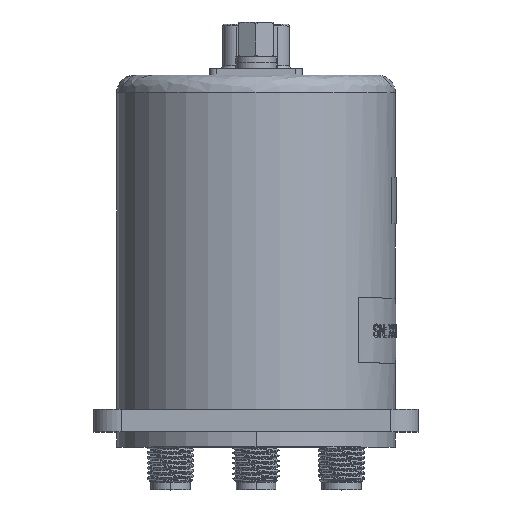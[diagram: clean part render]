
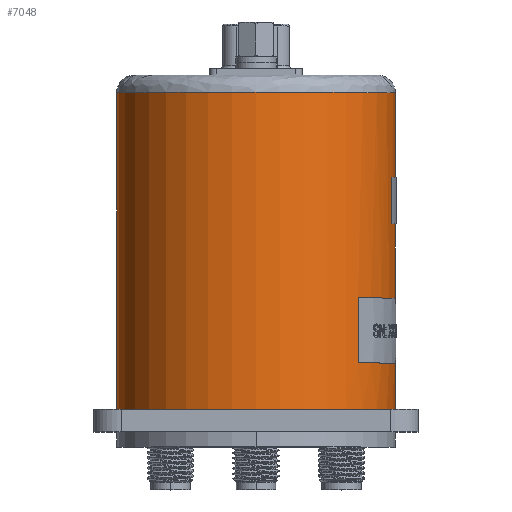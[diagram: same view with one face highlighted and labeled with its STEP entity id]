
A CAD part, top view. The second image highlights one B-rep face of the part: STEP entity #7048.
In plain terms, the highlighted cylindrical face has radius 19.05 mm (diameter 38.1 mm), a partial arc.
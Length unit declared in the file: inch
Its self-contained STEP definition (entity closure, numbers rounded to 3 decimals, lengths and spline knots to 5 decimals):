
#451 = VERTEX_POINT ( 'NONE', #25004 ) ;
#468 = ORIENTED_EDGE ( 'NONE', *, *, #31296, .F. ) ;
#590 = CARTESIAN_POINT ( 'NONE',  ( -0.51046, 0.73, 0.54948 ) ) ;
#1288 = CIRCLE ( 'NONE', #11451, 0.75 ) ;
#1546 = EDGE_CURVE ( 'NONE', #1694, #9952, #15037, .T. ) ;
#1694 = VERTEX_POINT ( 'NONE', #6189 ) ;
#1937 = CARTESIAN_POINT ( 'NONE',  ( 0., 2.28, 0.75 ) ) ;
#2547 = DIRECTION ( 'NONE',  ( 0., -1., 0. ) ) ;
#2564 = ORIENTED_EDGE ( 'NONE', *, *, #32571, .F. ) ;
#3189 = AXIS2_PLACEMENT_3D ( 'NONE', #27425, #30089, #13983 ) ;
#3244 = DIRECTION ( 'NONE',  ( 0., 0., -1. ) ) ;
#4542 = VERTEX_POINT ( 'NONE', #8921 ) ;
#5745 = VERTEX_POINT ( 'NONE', #27661 ) ;
#5822 = EDGE_LOOP ( 'NONE', ( #468, #18674, #12059, #19263, #8781, #20260, #2564, #28018 ) ) ;
#6189 = CARTESIAN_POINT ( 'NONE',  ( 0., 0.48, -0.75 ) ) ;
#7048 = ADVANCED_FACE ( 'NONE', ( #34916 ), #21655, .T. ) ;
#7195 = VERTEX_POINT ( 'NONE', #590 ) ;
#7226 = CARTESIAN_POINT ( 'NONE',  ( -0.51046, 1.08, 0.54948 ) ) ;
#7604 = AXIS2_PLACEMENT_3D ( 'NONE', #17189, #20013, #23182 ) ;
#8485 = EDGE_CURVE ( 'NONE', #26215, #4542, #11848, .T. ) ;
#8781 = ORIENTED_EDGE ( 'NONE', *, *, #22329, .F. ) ;
#8791 = VERTEX_POINT ( 'NONE', #19769 ) ;
#8921 = CARTESIAN_POINT ( 'NONE',  ( 0., 1.08, 0.75 ) ) ;
#9952 = VERTEX_POINT ( 'NONE', #20604 ) ;
#10362 = DIRECTION ( 'NONE',  ( 0., 0., -1. ) ) ;
#10529 = DIRECTION ( 'NONE',  ( 0., -1., 0. ) ) ;
#11451 = AXIS2_PLACEMENT_3D ( 'NONE', #32073, #2547, #13322 ) ;
#11505 = VECTOR ( 'NONE', #28510, 39.37008 ) ;
#11848 = CIRCLE ( 'NONE', #31641, 0.75 ) ;
#12059 = ORIENTED_EDGE ( 'NONE', *, *, #23259, .T. ) ;
#13322 = DIRECTION ( 'NONE',  ( 0., 0., -1. ) ) ;
#13983 = DIRECTION ( 'NONE',  ( 0., 0., -1. ) ) ;
#15037 = CIRCLE ( 'NONE', #3189, 0.75 ) ;
#16503 = DIRECTION ( 'NONE',  ( 0., 1., 0. ) ) ;
#17189 = CARTESIAN_POINT ( 'NONE',  ( 0., 0.73, 0. ) ) ;
#17426 = CARTESIAN_POINT ( 'NONE',  ( -0.51046, 1.08, 0.54948 ) ) ;
#18001 = DIRECTION ( 'NONE',  ( 0., -1., 0. ) ) ;
#18119 = LINE ( 'NONE', #17426, #28504 ) ;
#18674 = ORIENTED_EDGE ( 'NONE', *, *, #22013, .T. ) ;
#19182 = VECTOR ( 'NONE', #18001, 39.37008 ) ;
#19263 = ORIENTED_EDGE ( 'NONE', *, *, #1546, .T. ) ;
#19769 = CARTESIAN_POINT ( 'NONE',  ( 0., 0.73, 0.75 ) ) ;
#20013 = DIRECTION ( 'NONE',  ( 0., 1., 0. ) ) ;
#20260 = ORIENTED_EDGE ( 'NONE', *, *, #30731, .F. ) ;
#20489 = LINE ( 'NONE', #31628, #19182 ) ;
#20604 = CARTESIAN_POINT ( 'NONE',  ( 0., 0.48, 0.75 ) ) ;
#21655 = CYLINDRICAL_SURFACE ( 'NONE', #28768, 0.75 ) ;
#22013 = EDGE_CURVE ( 'NONE', #451, #5745, #1288, .T. ) ;
#22217 = VECTOR ( 'NONE', #29314, 39.37008 ) ;
#22329 = EDGE_CURVE ( 'NONE', #8791, #9952, #20489, .T. ) ;
#22850 = LINE ( 'NONE', #30823, #11505 ) ;
#23182 = DIRECTION ( 'NONE',  ( 0., 0., -1. ) ) ;
#23259 = EDGE_CURVE ( 'NONE', #5745, #1694, #22850, .T. ) ;
#25004 = CARTESIAN_POINT ( 'NONE',  ( 0., 2.186, 0.75 ) ) ;
#25677 = CIRCLE ( 'NONE', #7604, 0.75 ) ;
#26215 = VERTEX_POINT ( 'NONE', #7226 ) ;
#27292 = CARTESIAN_POINT ( 'NONE',  ( 0., 1.08, 0. ) ) ;
#27425 = CARTESIAN_POINT ( 'NONE',  ( 0., 0.48, 0. ) ) ;
#27661 = CARTESIAN_POINT ( 'NONE',  ( 0., 2.186, -0.75 ) ) ;
#28018 = ORIENTED_EDGE ( 'NONE', *, *, #8485, .T. ) ;
#28504 = VECTOR ( 'NONE', #31237, 39.37008 ) ;
#28510 = DIRECTION ( 'NONE',  ( 0., -1., 0. ) ) ;
#28768 = AXIS2_PLACEMENT_3D ( 'NONE', #34576, #10529, #10362 ) ;
#29314 = DIRECTION ( 'NONE',  ( 0., -1., 0. ) ) ;
#30089 = DIRECTION ( 'NONE',  ( 0., 1., 0. ) ) ;
#30731 = EDGE_CURVE ( 'NONE', #7195, #8791, #25677, .T. ) ;
#30823 = CARTESIAN_POINT ( 'NONE',  ( 0., 2.28, -0.75 ) ) ;
#31237 = DIRECTION ( 'NONE',  ( 0., -1., 0. ) ) ;
#31296 = EDGE_CURVE ( 'NONE', #451, #4542, #31989, .T. ) ;
#31628 = CARTESIAN_POINT ( 'NONE',  ( 0., 2.28, 0.75 ) ) ;
#31641 = AXIS2_PLACEMENT_3D ( 'NONE', #27292, #16503, #3244 ) ;
#31989 = LINE ( 'NONE', #1937, #22217 ) ;
#32073 = CARTESIAN_POINT ( 'NONE',  ( 0., 2.186, 0. ) ) ;
#32571 = EDGE_CURVE ( 'NONE', #26215, #7195, #18119, .T. ) ;
#34576 = CARTESIAN_POINT ( 'NONE',  ( 0., 2.28, 0. ) ) ;
#34916 = FACE_OUTER_BOUND ( 'NONE', #5822, .T. ) ;
